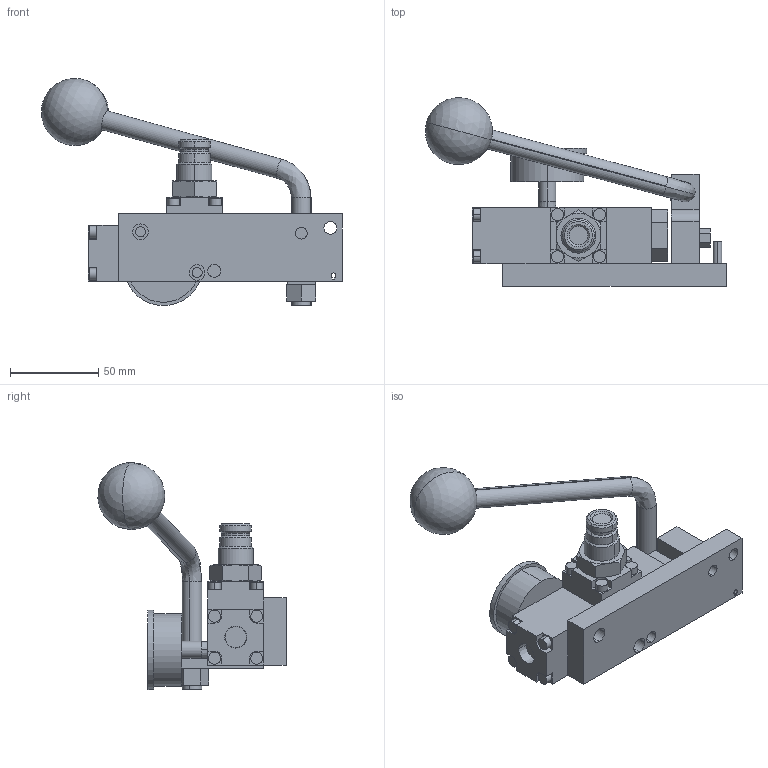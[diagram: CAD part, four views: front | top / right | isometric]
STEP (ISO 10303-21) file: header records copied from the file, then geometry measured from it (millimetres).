
FILE_DESCRIPTION((''),'2;1');
FILE_NAME('110052','2024-07-04T',('Designer'),(''),'PRO/ENGINEER BY PARAMETRIC TECHNOLOGY CORPORATION, 2017170','PRO/ENGINEER BY PARAMETRIC TECHNOLOGY CORPORATION, 2017170','');
FILE_SCHEMA(('AUTOMOTIVE_DESIGN { 1 0 10303 214 1 1 1 1 }'));
Length unit declared in the file: inch
Products named in the file (1): 110052
Bounding box: 170.69 x 106.7 x 128.8 mm (x, y, z)
Volume: 286765.9 mm3; surface area: 52141.8 mm2
Topology: 1 solids, 1 shells, 224 faces, 576 edges, 378 vertices
Faces by surface type: plane 105, cylinder 82, cone 33, bspline 2, sphere 2
Entity records: 10285 total; most frequent: CARTESIAN_POINT 1332, DIRECTION 1226, ORIENTED_EDGE 1148, PRESENTATION_STYLE_ASSIGNMENT 793, STYLED_ITEM 575, CURVE_STYLE 574, EDGE_CURVE 574, AXIS2_PLACEMENT_3D 456
